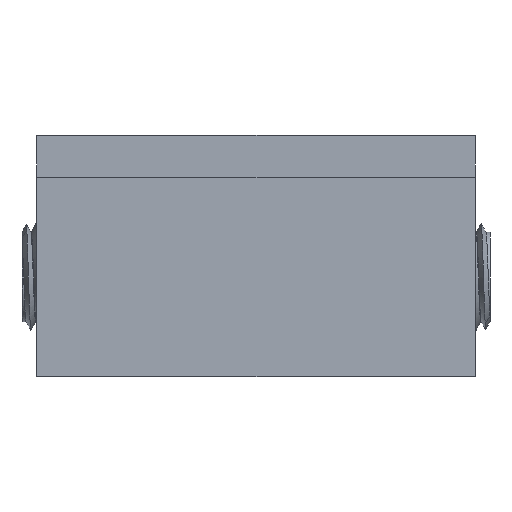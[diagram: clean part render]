
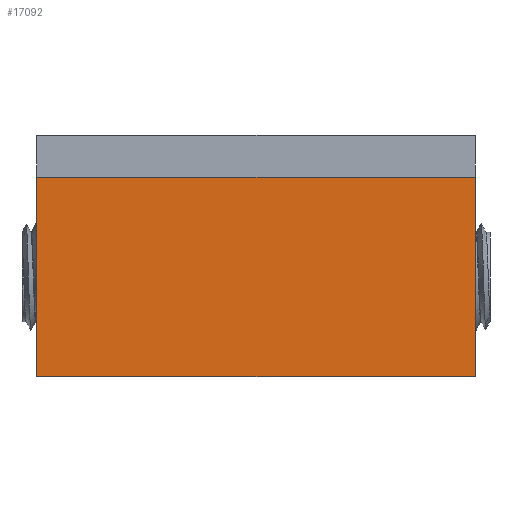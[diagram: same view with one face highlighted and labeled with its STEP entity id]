
A CAD part, front view. The second image highlights one B-rep face of the part: STEP entity #17092.
In plain terms, the highlighted planar face has unit normal (0, -1, 0).
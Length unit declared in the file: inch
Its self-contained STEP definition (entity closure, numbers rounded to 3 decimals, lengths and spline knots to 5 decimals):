
#110 = FACE_OUTER_BOUND ( 'NONE', #11646, .T. ) ;
#1408 = ORIENTED_EDGE ( 'NONE', *, *, #21610, .F. ) ;
#1985 = VECTOR ( 'NONE', #6078, 39.37008 ) ;
#2973 = DIRECTION ( 'NONE',  ( 0., 0., -1. ) ) ;
#4559 = EDGE_CURVE ( 'NONE', #15159, #18704, #4993, .T. ) ;
#4993 = LINE ( 'NONE', #23388, #7642 ) ;
#5182 = EDGE_CURVE ( 'NONE', #15159, #21976, #10761, .T. ) ;
#5703 = VECTOR ( 'NONE', #2973, 39.37008 ) ;
#6078 = DIRECTION ( 'NONE',  ( 0., 0., -1. ) ) ;
#7599 = AXIS2_PLACEMENT_3D ( 'NONE', #14944, #22355, #14828 ) ;
#7642 = VECTOR ( 'NONE', #21549, 39.37008 ) ;
#8392 = CARTESIAN_POINT ( 'NONE',  ( 0.55, -0.55, 0.225 ) ) ;
#8816 = CARTESIAN_POINT ( 'NONE',  ( -0.55, -0.55, -0.275 ) ) ;
#9013 = EDGE_CURVE ( 'NONE', #21976, #18770, #12282, .T. ) ;
#10761 = LINE ( 'NONE', #17937, #5703 ) ;
#10943 = DIRECTION ( 'NONE',  ( 1., 0., 0. ) ) ;
#10951 = PLANE ( 'NONE',  #7599 ) ;
#11646 = EDGE_LOOP ( 'NONE', ( #12878, #1408, #16756, #19903 ) ) ;
#11865 = CARTESIAN_POINT ( 'NONE',  ( 0.55, -0.55, 0.225 ) ) ;
#12282 = LINE ( 'NONE', #17871, #15048 ) ;
#12878 = ORIENTED_EDGE ( 'NONE', *, *, #9013, .T. ) ;
#14828 = DIRECTION ( 'NONE',  ( -1., 0., 0. ) ) ;
#14944 = CARTESIAN_POINT ( 'NONE',  ( 0.55, -0.55, 0.225 ) ) ;
#15048 = VECTOR ( 'NONE', #10943, 39.37008 ) ;
#15159 = VERTEX_POINT ( 'NONE', #17821 ) ;
#15505 = CARTESIAN_POINT ( 'NONE',  ( 0.55, -0.55, -0.275 ) ) ;
#16756 = ORIENTED_EDGE ( 'NONE', *, *, #4559, .F. ) ;
#17092 = ADVANCED_FACE ( 'NONE', ( #110 ), #10951, .F. ) ;
#17821 = CARTESIAN_POINT ( 'NONE',  ( -0.55, -0.55, 0.225 ) ) ;
#17871 = CARTESIAN_POINT ( 'NONE',  ( 0.55, -0.55, -0.275 ) ) ;
#17937 = CARTESIAN_POINT ( 'NONE',  ( -0.55, -0.55, 0.225 ) ) ;
#18704 = VERTEX_POINT ( 'NONE', #11865 ) ;
#18770 = VERTEX_POINT ( 'NONE', #15505 ) ;
#19120 = LINE ( 'NONE', #8392, #1985 ) ;
#19903 = ORIENTED_EDGE ( 'NONE', *, *, #5182, .T. ) ;
#21549 = DIRECTION ( 'NONE',  ( 1., 0., 0. ) ) ;
#21610 = EDGE_CURVE ( 'NONE', #18704, #18770, #19120, .T. ) ;
#21976 = VERTEX_POINT ( 'NONE', #8816 ) ;
#22355 = DIRECTION ( 'NONE',  ( 0., 1., 0. ) ) ;
#23388 = CARTESIAN_POINT ( 'NONE',  ( 0.55, -0.55, 0.225 ) ) ;
